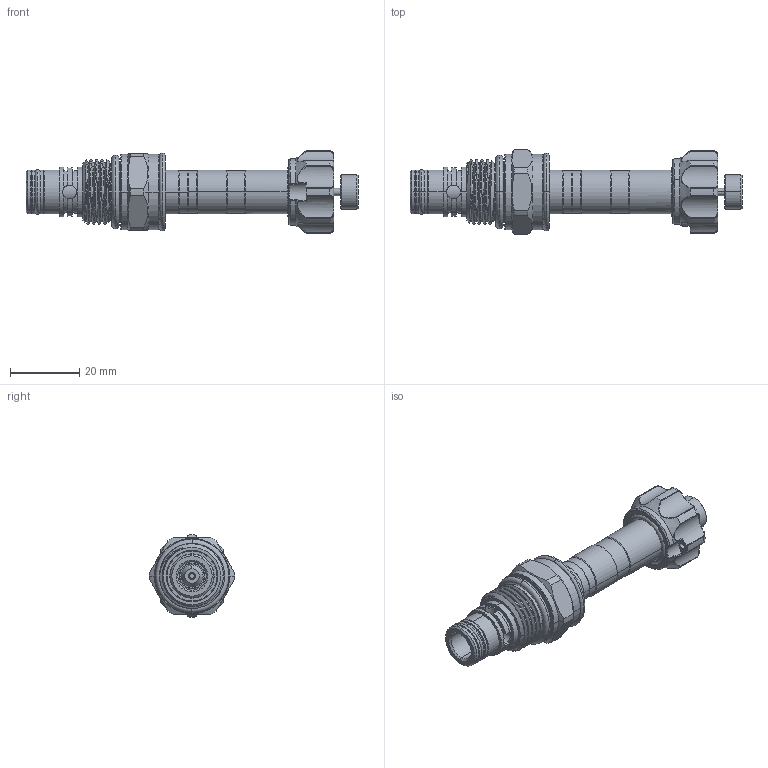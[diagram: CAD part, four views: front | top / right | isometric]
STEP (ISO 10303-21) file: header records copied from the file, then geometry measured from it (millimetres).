
FILE_DESCRIPTION (( 'STEP AP203' ), '1' );
FILE_NAME ('EP18A2A01P95.STEP', '2020-03-30T02:06:22', ( '' ), ( '' ), 'SwSTEP 2.0', 'SolidWorks 2018', '' );
FILE_SCHEMA (( 'CONFIG_CONTROL_DESIGN' ));
Length unit declared in the file: millimetre
Products named in the file (1): EP18A2A01P95
Bounding box: 96.14 x 24.65 x 23.79 mm (x, y, z)
Volume: 18989.7 mm3; surface area: 8563.4 mm2
Topology: 7 solids, 7 shells, 333 faces, 786 edges, 476 vertices
Faces by surface type: cylinder 144, torus 57, cone 50, plane 45, bspline 37
Entity records: 13316 total; most frequent: CARTESIAN_POINT 5831, ORIENTED_EDGE 1568, DIRECTION 1565, EDGE_CURVE 784, AXIS2_PLACEMENT_3D 677, VERTEX_POINT 476, CIRCLE 380, EDGE_LOOP 358
